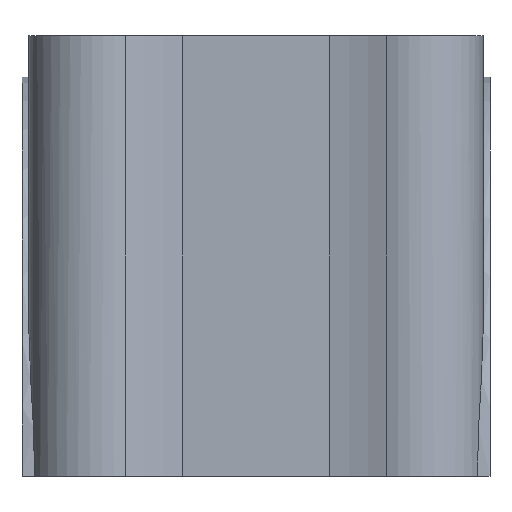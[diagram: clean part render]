
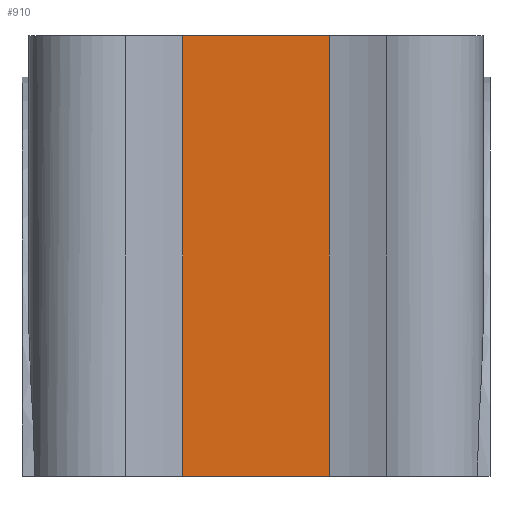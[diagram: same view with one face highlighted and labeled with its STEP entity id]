
A CAD part, left-side view. The second image highlights one B-rep face of the part: STEP entity #910.
In plain terms, the highlighted planar face has unit normal (-1, 0, 0).
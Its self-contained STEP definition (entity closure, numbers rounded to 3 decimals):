
#13 = DIRECTION ( 'NONE',  ( 0., -1., 0. ) ) ;
#42 = EDGE_CURVE ( 'NONE', #668, #1401, #1104, .T. ) ;
#43 = DIRECTION ( 'NONE',  ( 0., 0., 1. ) ) ;
#61 = DIRECTION ( 'NONE',  ( 0., 0., 1. ) ) ;
#110 = VECTOR ( 'NONE', #43, 1000. ) ;
#168 = VERTEX_POINT ( 'NONE', #294 ) ;
#195 = FACE_OUTER_BOUND ( 'NONE', #478, .T. ) ;
#197 = VECTOR ( 'NONE', #61, 1000. ) ;
#294 = CARTESIAN_POINT ( 'NONE',  ( -152., 26.533, 0. ) ) ;
#365 = CARTESIAN_POINT ( 'NONE',  ( -152., -26.533, 160. ) ) ;
#430 = DIRECTION ( 'NONE',  ( 0., 0., 1. ) ) ;
#478 = EDGE_LOOP ( 'NONE', ( #1332, #1596, #888, #995 ) ) ;
#517 = CARTESIAN_POINT ( 'NONE',  ( -152., -26.533, 0. ) ) ;
#552 = LINE ( 'NONE', #1373, #197 ) ;
#563 = CARTESIAN_POINT ( 'NONE',  ( -152., 26.533, 0. ) ) ;
#599 = EDGE_CURVE ( 'NONE', #168, #604, #1363, .T. ) ;
#604 = VERTEX_POINT ( 'NONE', #517 ) ;
#632 = CARTESIAN_POINT ( 'NONE',  ( -152., 26.533, 0. ) ) ;
#668 = VERTEX_POINT ( 'NONE', #1055 ) ;
#752 = LINE ( 'NONE', #940, #110 ) ;
#772 = DIRECTION ( 'NONE',  ( -1., 0., 0. ) ) ;
#863 = VECTOR ( 'NONE', #13, 1000. ) ;
#888 = ORIENTED_EDGE ( 'NONE', *, *, #599, .T. ) ;
#910 = ADVANCED_FACE ( 'NONE', ( #195 ), #1346, .T. ) ;
#940 = CARTESIAN_POINT ( 'NONE',  ( -152., -26.533, 0. ) ) ;
#995 = ORIENTED_EDGE ( 'NONE', *, *, #1211, .T. ) ;
#1055 = CARTESIAN_POINT ( 'NONE',  ( -152., 26.533, 160. ) ) ;
#1079 = CARTESIAN_POINT ( 'NONE',  ( -152., 26.533, 160. ) ) ;
#1104 = LINE ( 'NONE', #1079, #1194 ) ;
#1194 = VECTOR ( 'NONE', #1390, 1000. ) ;
#1211 = EDGE_CURVE ( 'NONE', #604, #1401, #752, .T. ) ;
#1332 = ORIENTED_EDGE ( 'NONE', *, *, #42, .F. ) ;
#1346 = PLANE ( 'NONE',  #1357 ) ;
#1357 = AXIS2_PLACEMENT_3D ( 'NONE', #563, #772, #430 ) ;
#1363 = LINE ( 'NONE', #632, #863 ) ;
#1373 = CARTESIAN_POINT ( 'NONE',  ( -152., 26.533, 0. ) ) ;
#1390 = DIRECTION ( 'NONE',  ( 0., -1., 0. ) ) ;
#1401 = VERTEX_POINT ( 'NONE', #365 ) ;
#1504 = EDGE_CURVE ( 'NONE', #168, #668, #552, .T. ) ;
#1596 = ORIENTED_EDGE ( 'NONE', *, *, #1504, .F. ) ;
